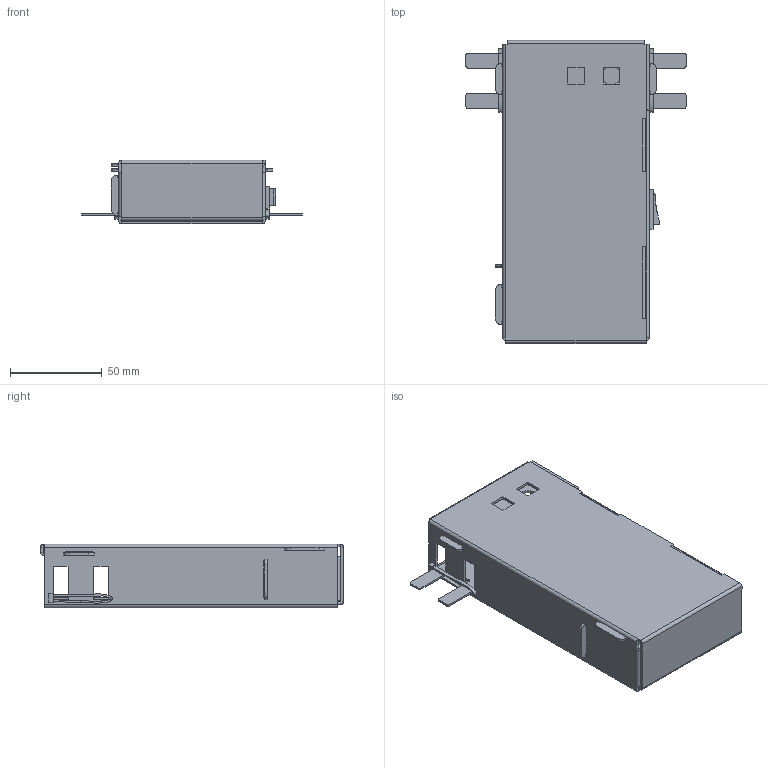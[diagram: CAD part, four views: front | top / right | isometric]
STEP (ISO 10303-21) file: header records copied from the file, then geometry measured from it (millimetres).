
FILE_DESCRIPTION(/* description */ (''),/* implementation_level */ '2;1');
FILE_NAME(/* name */ '8b5fdcdf-eb59-44fc-af89-125f78c189bf.stp',/* time_stamp */ '2018-04-10T09:20:47+00:00',/* author */ (''),/* organization */ (''),/* preprocessor_version */ 'ST-DEVELOPER v17',/* originating_system */ 'Autodesk Translation Framework v7.1.0.215',/* authorisation */ '');
FILE_SCHEMA (('AUTOMOTIVE_DESIGN { 1 0 10303 214 3 1 1 }'));
Length unit declared in the file: millimetre
Products named in the file (7): Assembly; Rocket Swith 15*10; Mykroscope Final; Stage Holder; BatteryHolder; Light Holder; Magnifying Lens
Assembly tree (6 placements, depth 2):
  Assembly
    Rocket Swith 15*10
    Mykroscope Final
    Stage Holder
    BatteryHolder
    Light Holder
    Magnifying Lens
Bounding box: 120 x 165.2 x 34.7 mm (x, y, z)
Volume: 88098.7 mm3; surface area: 124161.1 mm2
Topology: 22 solids, 22 shells, 655 faces, 1656 edges, 1060 vertices
Faces by surface type: plane 479, cylinder 154, bspline 22
Full cylindrical faces by diameter (mm): 1.5 x4, 2.5 x6, 3 x4, 4 x2, 8 x4, 10 x2
Entity records: 22524 total; most frequent: CARTESIAN_POINT 6264, ORIENTED_EDGE 3310, DIRECTION 3185, EDGE_CURVE 1655, LINE 1291, VECTOR 1291, VERTEX_POINT 1060, AXIS2_PLACEMENT_3D 947
